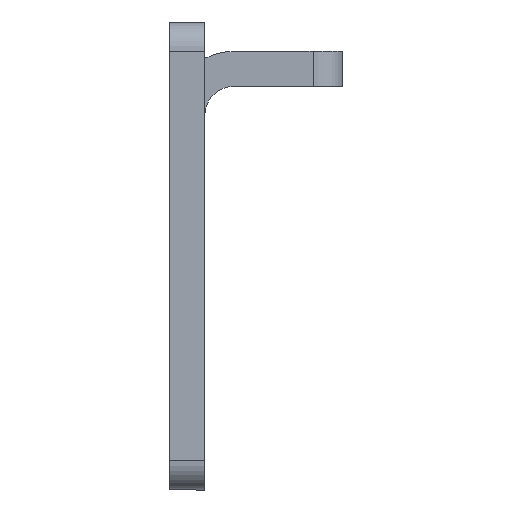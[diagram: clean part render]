
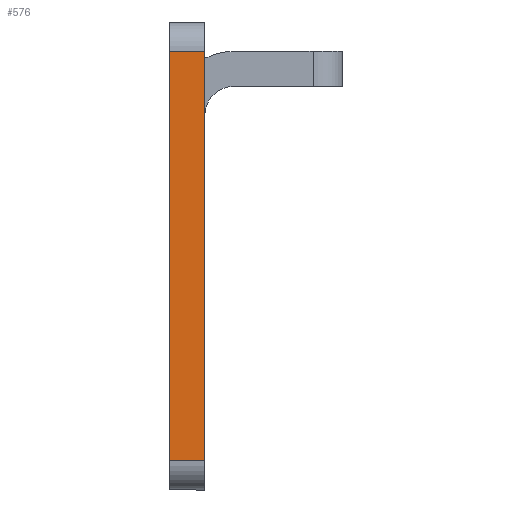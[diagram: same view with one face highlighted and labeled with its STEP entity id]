
A CAD part, left-side view. The second image highlights one B-rep face of the part: STEP entity #576.
In plain terms, the highlighted planar face has unit normal (-1, 0, 0).
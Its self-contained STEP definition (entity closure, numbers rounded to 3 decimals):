
#110 = FACE_OUTER_BOUND ( 'NONE', #568, .T. ) ;
#217 = VECTOR ( 'NONE', #1522, 1000. ) ;
#231 = LINE ( 'NONE', #1472, #217 ) ;
#246 = DIRECTION ( 'NONE',  ( 0., 0., -1. ) ) ;
#257 = CARTESIAN_POINT ( 'NONE',  ( -14., 1.6, -7.5 ) ) ;
#310 = DIRECTION ( 'NONE',  ( 0., -1., 0. ) ) ;
#319 = CARTESIAN_POINT ( 'NONE',  ( -14., 1.6, -7. ) ) ;
#333 = CARTESIAN_POINT ( 'NONE',  ( -14., 1.6, -7. ) ) ;
#353 = CARTESIAN_POINT ( 'NONE',  ( -14., 1., 0. ) ) ;
#389 = CARTESIAN_POINT ( 'NONE',  ( -14., 1., -7. ) ) ;
#397 = CARTESIAN_POINT ( 'NONE',  ( -14., 1.6, 0. ) ) ;
#417 = LINE ( 'NONE', #1085, #475 ) ;
#424 = LINE ( 'NONE', #319, #473 ) ;
#473 = VECTOR ( 'NONE', #310, 1000. ) ;
#475 = VECTOR ( 'NONE', #1091, 1000. ) ;
#481 = LINE ( 'NONE', #257, #482 ) ;
#482 = VECTOR ( 'NONE', #246, 1000. ) ;
#568 = EDGE_LOOP ( 'NONE', ( #731, #717, #737, #695 ) ) ;
#576 = ADVANCED_FACE ( 'NONE', ( #110 ), #1264, .T. ) ;
#695 = ORIENTED_EDGE ( 'NONE', *, *, #1016, .F. ) ;
#717 = ORIENTED_EDGE ( 'NONE', *, *, #1071, .T. ) ;
#731 = ORIENTED_EDGE ( 'NONE', *, *, #1074, .T. ) ;
#737 = ORIENTED_EDGE ( 'NONE', *, *, #1058, .T. ) ;
#1004 = AXIS2_PLACEMENT_3D ( 'NONE', #1259, #1252, #1258 ) ;
#1016 = EDGE_CURVE ( 'NONE', #1156, #1147, #231, .T. ) ;
#1058 = EDGE_CURVE ( 'NONE', #1132, #1147, #417, .T. ) ;
#1071 = EDGE_CURVE ( 'NONE', #1136, #1132, #424, .T. ) ;
#1074 = EDGE_CURVE ( 'NONE', #1156, #1136, #481, .T. ) ;
#1085 = CARTESIAN_POINT ( 'NONE',  ( -14., 1., 0. ) ) ;
#1091 = DIRECTION ( 'NONE',  ( 0., 0., 1. ) ) ;
#1132 = VERTEX_POINT ( 'NONE', #389 ) ;
#1136 = VERTEX_POINT ( 'NONE', #333 ) ;
#1147 = VERTEX_POINT ( 'NONE', #353 ) ;
#1156 = VERTEX_POINT ( 'NONE', #397 ) ;
#1252 = DIRECTION ( 'NONE',  ( -1., 0., 0. ) ) ;
#1258 = DIRECTION ( 'NONE',  ( 0., 0., 1. ) ) ;
#1259 = CARTESIAN_POINT ( 'NONE',  ( -14., 1.6, -7.5 ) ) ;
#1264 = PLANE ( 'NONE',  #1004 ) ;
#1472 = CARTESIAN_POINT ( 'NONE',  ( -14., 1.6, 0. ) ) ;
#1522 = DIRECTION ( 'NONE',  ( 0., -1., 0. ) ) ;
